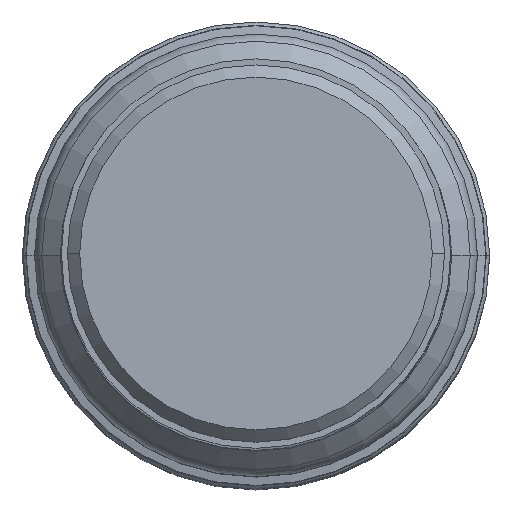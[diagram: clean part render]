
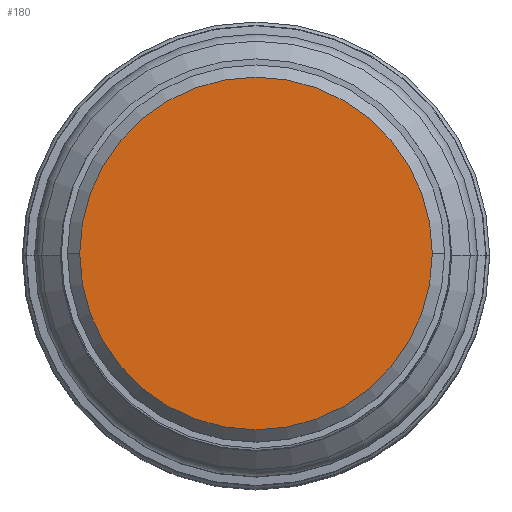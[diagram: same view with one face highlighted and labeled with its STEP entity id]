
A CAD part, top view. The second image highlights one B-rep face of the part: STEP entity #180.
In plain terms, the highlighted planar face has unit normal (0, 0, 1).
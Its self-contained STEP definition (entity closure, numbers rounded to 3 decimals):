
#29=PLANE('',#1448);
#180=ADVANCED_FACE('',(#267),#29,.F.);
#267=FACE_OUTER_BOUND('',#339,.T.);
#339=EDGE_LOOP('',(#613,#614,#615,#616));
#613=ORIENTED_EDGE('',*,*,#923,.F.);
#614=ORIENTED_EDGE('',*,*,#922,.F.);
#615=ORIENTED_EDGE('',*,*,#924,.F.);
#616=ORIENTED_EDGE('',*,*,#925,.F.);
#765=VERTEX_POINT('',#2960);
#766=VERTEX_POINT('',#2962);
#767=VERTEX_POINT('',#2964);
#768=VERTEX_POINT('',#2968);
#922=EDGE_CURVE('',#766,#767,#1097,.T.);
#923=EDGE_CURVE('',#767,#765,#1098,.T.);
#924=EDGE_CURVE('',#768,#766,#1099,.T.);
#925=EDGE_CURVE('',#765,#768,#1100,.T.);
#1097=CIRCLE('',#1443,14.375);
#1098=CIRCLE('',#1444,14.375);
#1099=CIRCLE('',#1446,14.375);
#1100=CIRCLE('',#1447,14.375);
#1443=AXIS2_PLACEMENT_3D('',#2963,#1792,#1793);
#1444=AXIS2_PLACEMENT_3D('',#2965,#1794,#1795);
#1446=AXIS2_PLACEMENT_3D('',#2967,#1798,#1799);
#1447=AXIS2_PLACEMENT_3D('',#2969,#1800,#1801);
#1448=AXIS2_PLACEMENT_3D('',#2970,#1802,#1803);
#1792=DIRECTION('',(0.,0.,-1.));
#1793=DIRECTION('',(1.,0.,0.));
#1794=DIRECTION('',(0.,0.,-1.));
#1795=DIRECTION('',(0.,-1.,0.));
#1798=DIRECTION('',(0.,0.,-1.));
#1799=DIRECTION('',(0.,1.,0.));
#1800=DIRECTION('',(0.,0.,-1.));
#1801=DIRECTION('',(-1.,0.,0.));
#1802=DIRECTION('',(0.,0.,-1.));
#1803=DIRECTION('',(-1.,0.,0.));
#2960=CARTESIAN_POINT('',(-14.375,0.,0.));
#2962=CARTESIAN_POINT('',(14.375,0.,0.));
#2963=CARTESIAN_POINT('',(0.,0.,0.));
#2964=CARTESIAN_POINT('',(0.,-14.375,0.));
#2965=CARTESIAN_POINT('',(0.,0.,0.));
#2967=CARTESIAN_POINT('',(0.,0.,0.));
#2968=CARTESIAN_POINT('',(0.,14.375,0.));
#2969=CARTESIAN_POINT('',(0.,0.,0.));
#2970=CARTESIAN_POINT('',(0.,0.,0.));
